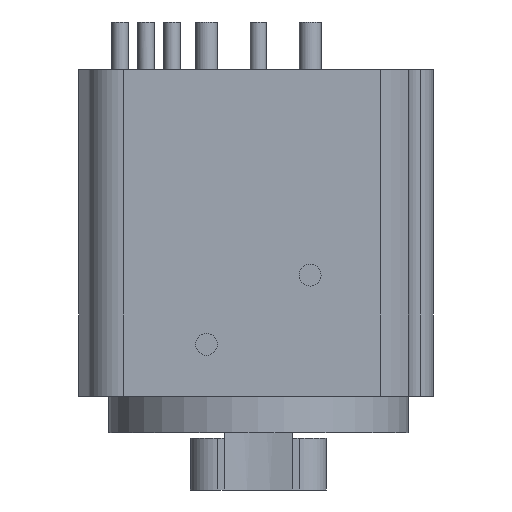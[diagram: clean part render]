
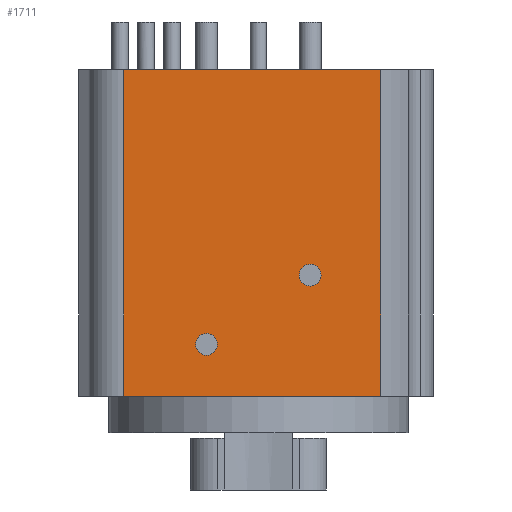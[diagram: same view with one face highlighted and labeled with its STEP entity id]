
A CAD part, front view. The second image highlights one B-rep face of the part: STEP entity #1711.
In plain terms, the highlighted planar face has unit normal (0, -1, 0).
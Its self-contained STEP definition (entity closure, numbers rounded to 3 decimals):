
#41=DIRECTION('',(1.,0.,0.));
#42=VECTOR('',#41,18.9);
#43=CARTESIAN_POINT('',(-9.9,-12.5,0.));
#44=LINE('',#43,#42);
#249=DIRECTION('',(1.,0.,0.));
#250=VECTOR('',#249,18.9);
#251=CARTESIAN_POINT('',(-9.9,-12.5,24.));
#252=LINE('',#251,#250);
#429=DIRECTION('',(0.,0.,1.));
#430=VECTOR('',#429,24.);
#431=CARTESIAN_POINT('',(-9.9,-12.5,0.));
#432=LINE('',#431,#430);
#433=CARTESIAN_POINT('',(-3.81,-12.5,3.81));
#434=DIRECTION('',(0.,1.,0.));
#435=DIRECTION('',(1.,0.,0.));
#436=AXIS2_PLACEMENT_3D('',#433,#434,#435);
#438=CARTESIAN_POINT('',(-3.81,-12.5,3.81));
#439=DIRECTION('',(0.,1.,0.));
#440=DIRECTION('',(-1.,0.,0.));
#441=AXIS2_PLACEMENT_3D('',#438,#439,#440);
#443=CARTESIAN_POINT('',(3.81,-12.5,8.89));
#444=DIRECTION('',(0.,1.,0.));
#445=DIRECTION('',(1.,0.,0.));
#446=AXIS2_PLACEMENT_3D('',#443,#444,#445);
#448=CARTESIAN_POINT('',(3.81,-12.5,8.89));
#449=DIRECTION('',(0.,1.,0.));
#450=DIRECTION('',(-1.,0.,0.));
#451=AXIS2_PLACEMENT_3D('',#448,#449,#450);
#453=DIRECTION('',(0.,0.,1.));
#454=VECTOR('',#453,24.);
#455=CARTESIAN_POINT('',(9.,-12.5,0.));
#456=LINE('',#455,#454);
#897=CARTESIAN_POINT('',(-9.9,-12.5,0.));
#899=VERTEX_POINT('',#897);
#900=CARTESIAN_POINT('',(9.,-12.5,0.));
#901=VERTEX_POINT('',#900);
#905=CARTESIAN_POINT('',(-9.9,-12.5,24.));
#907=VERTEX_POINT('',#905);
#908=CARTESIAN_POINT('',(9.,-12.5,24.));
#909=VERTEX_POINT('',#908);
#958=CARTESIAN_POINT('',(-3.01,-12.5,3.81));
#959=VERTEX_POINT('',#958);
#960=CARTESIAN_POINT('',(-4.61,-12.5,3.81));
#961=VERTEX_POINT('',#960);
#962=CARTESIAN_POINT('',(4.61,-12.5,8.89));
#963=VERTEX_POINT('',#962);
#964=CARTESIAN_POINT('',(3.01,-12.5,8.89));
#965=VERTEX_POINT('',#964);
#1687=CARTESIAN_POINT('',(-9.9,-12.5,0.));
#1688=DIRECTION('',(0.,-1.,0.));
#1689=DIRECTION('',(1.,0.,0.));
#1690=AXIS2_PLACEMENT_3D('',#1687,#1688,#1689);
#1691=PLANE('',#1690);
#1692=ORIENTED_EDGE('',*,*,#1169,.F.);
#1693=ORIENTED_EDGE('',*,*,#1682,.T.);
#1694=ORIENTED_EDGE('',*,*,#1275,.T.);
#1696=ORIENTED_EDGE('',*,*,#1695,.F.);
#1697=EDGE_LOOP('',(#1692,#1693,#1694,#1696));
#1698=FACE_OUTER_BOUND('',#1697,.F.);
#1700=ORIENTED_EDGE('',*,*,#1699,.F.);
#1702=ORIENTED_EDGE('',*,*,#1701,.F.);
#1703=EDGE_LOOP('',(#1700,#1702));
#1704=FACE_BOUND('',#1703,.F.);
#1706=ORIENTED_EDGE('',*,*,#1705,.F.);
#1708=ORIENTED_EDGE('',*,*,#1707,.F.);
#1709=EDGE_LOOP('',(#1706,#1708));
#1710=FACE_BOUND('',#1709,.F.);
#1711=ADVANCED_FACE('',(#1698,#1704,#1710),#1691,.T.);
#437=CIRCLE('',#436,0.8);
#442=CIRCLE('',#441,0.8);
#447=CIRCLE('',#446,0.8);
#452=CIRCLE('',#451,0.8);
#1169=EDGE_CURVE('',#899,#901,#44,.T.);
#1275=EDGE_CURVE('',#907,#909,#252,.T.);
#1682=EDGE_CURVE('',#899,#907,#432,.T.);
#1695=EDGE_CURVE('',#901,#909,#456,.T.);
#1699=EDGE_CURVE('',#959,#961,#437,.T.);
#1701=EDGE_CURVE('',#961,#959,#442,.T.);
#1705=EDGE_CURVE('',#963,#965,#447,.T.);
#1707=EDGE_CURVE('',#965,#963,#452,.T.);
